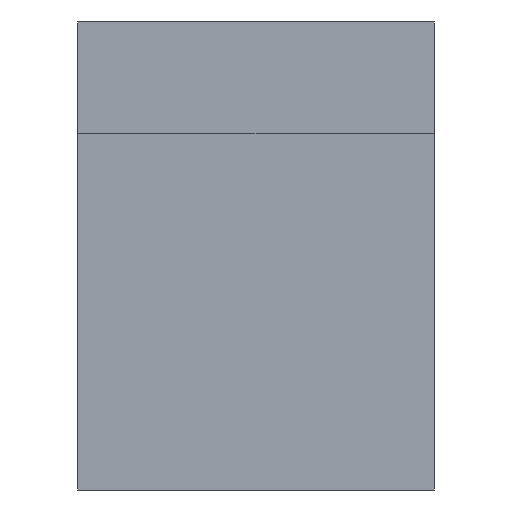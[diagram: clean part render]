
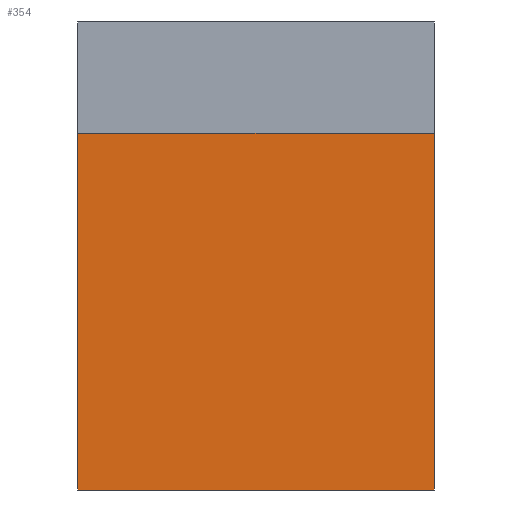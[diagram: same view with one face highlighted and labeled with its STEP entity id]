
A CAD part, left-side view. The second image highlights one B-rep face of the part: STEP entity #354.
In plain terms, the highlighted planar face has unit normal (-1, 0, 0).
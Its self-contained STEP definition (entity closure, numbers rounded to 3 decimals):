
#27=PLANE('',#397);
#42=FACE_OUTER_BOUND('',#60,.T.);
#60=EDGE_LOOP('',(#257,#258,#259,#260));
#86=LINE('',#524,#126);
#87=LINE('',#526,#127);
#88=LINE('',#528,#128);
#89=LINE('',#529,#129);
#126=VECTOR('',#431,10.);
#127=VECTOR('',#432,10.);
#128=VECTOR('',#433,10.);
#129=VECTOR('',#434,10.);
#175=VERTEX_POINT('',#522);
#176=VERTEX_POINT('',#523);
#177=VERTEX_POINT('',#525);
#178=VERTEX_POINT('',#527);
#208=EDGE_CURVE('',#175,#176,#86,.T.);
#209=EDGE_CURVE('',#177,#175,#87,.T.);
#210=EDGE_CURVE('',#178,#177,#88,.T.);
#211=EDGE_CURVE('',#176,#178,#89,.T.);
#257=ORIENTED_EDGE('',*,*,#208,.F.);
#258=ORIENTED_EDGE('',*,*,#209,.F.);
#259=ORIENTED_EDGE('',*,*,#210,.F.);
#260=ORIENTED_EDGE('',*,*,#211,.F.);
#354=ADVANCED_FACE('',(#42),#27,.T.);
#397=AXIS2_PLACEMENT_3D('',#521,#429,#430);
#429=DIRECTION('center_axis',(-1.,0.,0.));
#430=DIRECTION('ref_axis',(0.,0.,1.));
#431=DIRECTION('',(0.,1.,0.));
#432=DIRECTION('',(0.,0.,-1.));
#433=DIRECTION('',(0.,-1.,0.));
#434=DIRECTION('',(0.,0.,1.));
#521=CARTESIAN_POINT('Origin',(-15.5,0.,2.));
#522=CARTESIAN_POINT('',(-15.5,-4.,-2.));
#523=CARTESIAN_POINT('',(-15.5,4.,-2.));
#524=CARTESIAN_POINT('',(-15.5,2.,-2.));
#525=CARTESIAN_POINT('',(-15.5,-4.,6.));
#526=CARTESIAN_POINT('',(-15.5,-4.,0.));
#527=CARTESIAN_POINT('',(-15.5,4.,6.));
#528=CARTESIAN_POINT('',(-15.5,-2.,6.));
#529=CARTESIAN_POINT('',(-15.5,4.,4.));
